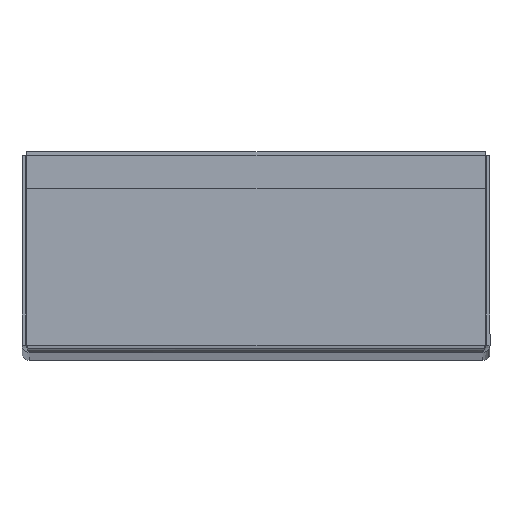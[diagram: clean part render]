
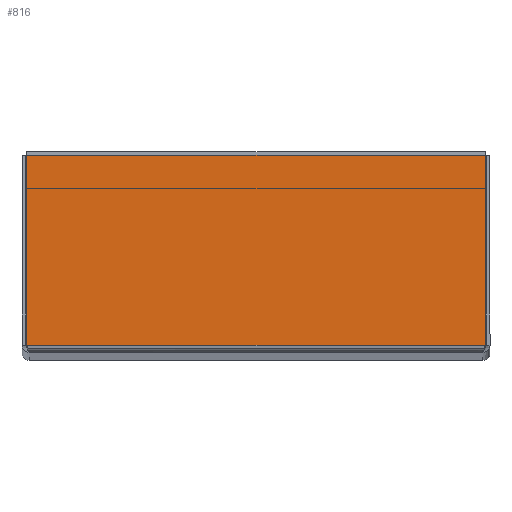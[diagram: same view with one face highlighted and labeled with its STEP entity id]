
A CAD part, top view. The second image highlights one B-rep face of the part: STEP entity #816.
In plain terms, the highlighted planar face has unit normal (0, 0, 1).
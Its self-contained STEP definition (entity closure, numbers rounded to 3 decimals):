
#94=LINE($,#1422,#166);
#100=LINE($,#1449,#172);
#104=LINE($,#1509,#176);
#106=LINE($,#1512,#178);
#166=VECTOR($,#1031,99.976);
#172=VECTOR($,#1041,41.4);
#176=VECTOR($,#1047,41.4);
#178=VECTOR($,#1051,99.976);
#209=PLANE($,#875);
#272=FACE_OUTER_BOUND($,#336,.T.);
#336=EDGE_LOOP($,(#686,#687,#688,#689));
#400=VERTEX_POINT($,#1420);
#401=VERTEX_POINT($,#1421);
#406=VERTEX_POINT($,#1448);
#407=VERTEX_POINT($,#1508);
#488=EDGE_CURVE($,#400,#401,#94,.T.);
#496=EDGE_CURVE($,#406,#401,#100,.T.);
#502=EDGE_CURVE($,#400,#407,#104,.T.);
#504=EDGE_CURVE($,#407,#406,#106,.T.);
#686=ORIENTED_EDGE($,*,*,#488,.T.);
#687=ORIENTED_EDGE($,*,*,#496,.F.);
#688=ORIENTED_EDGE($,*,*,#504,.F.);
#689=ORIENTED_EDGE($,*,*,#502,.F.);
#816=ADVANCED_FACE($,(#272),#209,.T.);
#875=AXIS2_PLACEMENT_3D($,#1513,#1052,#1053);
#1031=DIRECTION($,(1.,0.,0.));
#1041=DIRECTION($,(0.,-1.,0.));
#1047=DIRECTION($,(0.,1.,0.));
#1051=DIRECTION($,(1.,0.,0.));
#1052=DIRECTION('center_axis',(0.,0.,
1.));
#1053=DIRECTION('ref_axis',(0.,-1.,0.));
#1420=CARTESIAN_POINT('',(-49.988,-38.2,499.5));
#1421=CARTESIAN_POINT('',(49.988,-38.2,499.5));
#1422=CARTESIAN_POINT($,(0.,-38.2,499.5));
#1448=CARTESIAN_POINT('',(49.988,3.2,499.5));
#1449=CARTESIAN_POINT($,(49.988,-38.2,499.5));
#1508=CARTESIAN_POINT('',(-49.988,3.2,499.5));
#1509=CARTESIAN_POINT($,(-49.988,-38.2,499.5));
#1512=CARTESIAN_POINT($,(-49.988,3.2,499.5));
#1513=CARTESIAN_POINT('Origin',(0.,-18.151,
499.5));
